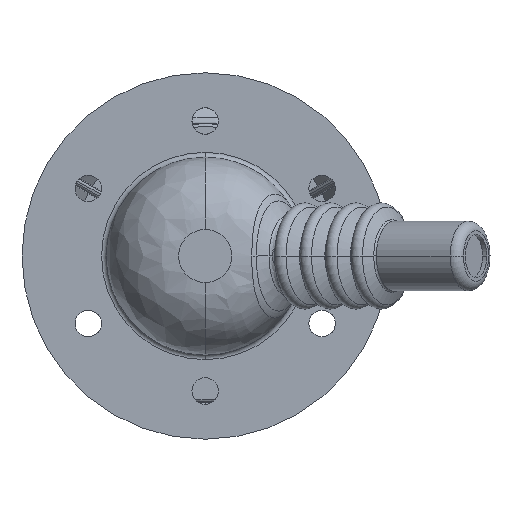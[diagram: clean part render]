
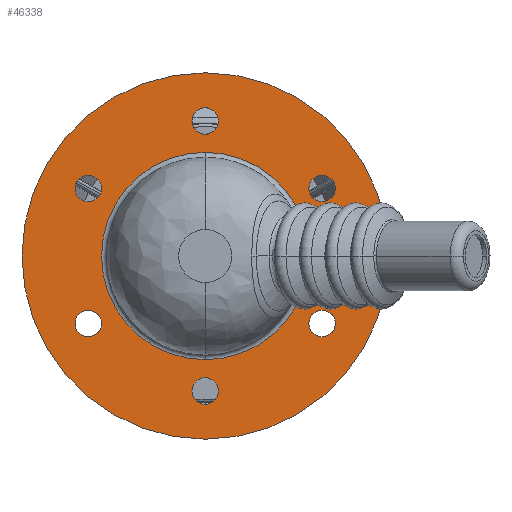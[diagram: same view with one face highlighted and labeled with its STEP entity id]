
A CAD part, left-side view. The second image highlights one B-rep face of the part: STEP entity #46338.
In plain terms, the highlighted planar face has unit normal (-1, 0, 0).
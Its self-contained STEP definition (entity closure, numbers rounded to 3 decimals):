
#10728=CARTESIAN_POINT('',(-35.,0.,0.));
#10729=DIRECTION('',(1.,0.,0.));
#10730=DIRECTION('',(0.,0.,1.));
#10731=AXIS2_PLACEMENT_3D('',#10728,#10729,#10730);
#10733=CARTESIAN_POINT('',(-35.,0.,0.));
#10734=DIRECTION('',(-1.,0.,0.));
#10735=DIRECTION('',(0.,0.,1.));
#10736=AXIS2_PLACEMENT_3D('',#10733,#10734,#10735);
#10738=CARTESIAN_POINT('',(-35.,-24.249,-14.));
#10739=DIRECTION('',(-1.,0.,0.));
#10740=DIRECTION('',(0.,0.,-1.));
#10741=AXIS2_PLACEMENT_3D('',#10738,#10739,#10740);
#10743=CARTESIAN_POINT('',(-35.,-24.249,-14.));
#10744=DIRECTION('',(-1.,0.,0.));
#10745=DIRECTION('',(0.,0.,1.));
#10746=AXIS2_PLACEMENT_3D('',#10743,#10744,#10745);
#10748=CARTESIAN_POINT('',(-35.,0.,28.));
#10749=DIRECTION('',(-1.,0.,0.));
#10750=DIRECTION('',(0.,0.,-1.));
#10751=AXIS2_PLACEMENT_3D('',#10748,#10749,#10750);
#10753=CARTESIAN_POINT('',(-35.,0.,28.));
#10754=DIRECTION('',(-1.,0.,0.));
#10755=DIRECTION('',(0.,0.,1.));
#10756=AXIS2_PLACEMENT_3D('',#10753,#10754,#10755);
#10758=CARTESIAN_POINT('',(-35.,24.249,-14.));
#10759=DIRECTION('',(-1.,0.,0.));
#10760=DIRECTION('',(0.,0.,-1.));
#10761=AXIS2_PLACEMENT_3D('',#10758,#10759,#10760);
#10763=CARTESIAN_POINT('',(-35.,24.249,-14.));
#10764=DIRECTION('',(-1.,0.,0.));
#10765=DIRECTION('',(0.,0.,1.));
#10766=AXIS2_PLACEMENT_3D('',#10763,#10764,#10765);
#10768=CARTESIAN_POINT('',(-35.,-24.249,14.));
#10769=DIRECTION('',(-1.,0.,0.));
#10770=DIRECTION('',(0.,0.,-1.));
#10771=AXIS2_PLACEMENT_3D('',#10768,#10769,#10770);
#10773=CARTESIAN_POINT('',(-35.,-24.249,14.));
#10774=DIRECTION('',(-1.,0.,0.));
#10775=DIRECTION('',(0.,0.,1.));
#10776=AXIS2_PLACEMENT_3D('',#10773,#10774,#10775);
#10778=CARTESIAN_POINT('',(-35.,24.249,14.));
#10779=DIRECTION('',(-1.,0.,0.));
#10780=DIRECTION('',(0.,0.,-1.));
#10781=AXIS2_PLACEMENT_3D('',#10778,#10779,#10780);
#10783=CARTESIAN_POINT('',(-35.,24.249,14.));
#10784=DIRECTION('',(-1.,0.,0.));
#10785=DIRECTION('',(0.,0.,1.));
#10786=AXIS2_PLACEMENT_3D('',#10783,#10784,#10785);
#10788=CARTESIAN_POINT('',(-35.,0.,-28.));
#10789=DIRECTION('',(-1.,0.,0.));
#10790=DIRECTION('',(0.,0.,-1.));
#10791=AXIS2_PLACEMENT_3D('',#10788,#10789,#10790);
#10793=CARTESIAN_POINT('',(-35.,0.,-28.));
#10794=DIRECTION('',(-1.,0.,0.));
#10795=DIRECTION('',(0.,0.,1.));
#10796=AXIS2_PLACEMENT_3D('',#10793,#10794,#10795);
#10798=CARTESIAN_POINT('',(-35.,0.,0.));
#10799=DIRECTION('',(1.,0.,0.));
#10800=DIRECTION('',(0.,0.,-1.));
#10801=AXIS2_PLACEMENT_3D('',#10798,#10799,#10800);
#10803=CARTESIAN_POINT('',(-35.,0.,0.));
#10804=DIRECTION('',(1.,0.,0.));
#10805=DIRECTION('',(0.,0.,1.));
#10806=AXIS2_PLACEMENT_3D('',#10803,#10804,#10805);
#30558=CARTESIAN_POINT('',(-35.,0.,38.));
#30560=VERTEX_POINT('',#30558);
#30566=CARTESIAN_POINT('',(-35.,0.,-38.));
#30568=VERTEX_POINT('',#30566);
#30585=CARTESIAN_POINT('',(-35.,-24.249,-16.75));
#30586=CARTESIAN_POINT('',(-35.,-24.249,-11.25));
#30587=VERTEX_POINT('',#30585);
#30588=VERTEX_POINT('',#30586);
#30589=CARTESIAN_POINT('',(-35.,0.,25.25));
#30590=CARTESIAN_POINT('',(-35.,0.,30.75));
#30591=VERTEX_POINT('',#30589);
#30592=VERTEX_POINT('',#30590);
#30593=CARTESIAN_POINT('',(-35.,24.249,-16.75));
#30594=CARTESIAN_POINT('',(-35.,24.249,-11.25));
#30595=VERTEX_POINT('',#30593);
#30596=VERTEX_POINT('',#30594);
#30601=CARTESIAN_POINT('',(-35.,0.,-21.5));
#30602=CARTESIAN_POINT('',(-35.,0.,21.5));
#30603=VERTEX_POINT('',#30601);
#30604=VERTEX_POINT('',#30602);
#32355=CARTESIAN_POINT('',(-35.,-24.249,11.25));
#32356=CARTESIAN_POINT('',(-35.,-24.249,16.75));
#32357=VERTEX_POINT('',#32355);
#32358=VERTEX_POINT('',#32356);
#32359=CARTESIAN_POINT('',(-35.,24.249,11.25));
#32360=CARTESIAN_POINT('',(-35.,24.249,16.75));
#32361=VERTEX_POINT('',#32359);
#32362=VERTEX_POINT('',#32360);
#32363=CARTESIAN_POINT('',(-35.,0.,-30.75));
#32364=CARTESIAN_POINT('',(-35.,0.,-25.25));
#32365=VERTEX_POINT('',#32363);
#32366=VERTEX_POINT('',#32364);
#46287=CARTESIAN_POINT('',(-35.,0.,0.));
#46288=DIRECTION('',(1.,0.,0.));
#46289=DIRECTION('',(0.,0.,-1.));
#46290=AXIS2_PLACEMENT_3D('',#46287,#46288,#46289);
#46291=PLANE('',#46290);
#46293=ORIENTED_EDGE('',*,*,#46292,.T.);
#46295=ORIENTED_EDGE('',*,*,#46294,.F.);
#46296=EDGE_LOOP('',(#46293,#46295));
#46297=FACE_OUTER_BOUND('',#46296,.F.);
#46299=ORIENTED_EDGE('',*,*,#46298,.T.);
#46301=ORIENTED_EDGE('',*,*,#46300,.T.);
#46302=EDGE_LOOP('',(#46299,#46301));
#46303=FACE_BOUND('',#46302,.F.);
#46305=ORIENTED_EDGE('',*,*,#46304,.T.);
#46307=ORIENTED_EDGE('',*,*,#46306,.T.);
#46308=EDGE_LOOP('',(#46305,#46307));
#46309=FACE_BOUND('',#46308,.F.);
#46311=ORIENTED_EDGE('',*,*,#46310,.T.);
#46313=ORIENTED_EDGE('',*,*,#46312,.T.);
#46314=EDGE_LOOP('',(#46311,#46313));
#46315=FACE_BOUND('',#46314,.F.);
#46316=ORIENTED_EDGE('',*,*,#46267,.T.);
#46317=ORIENTED_EDGE('',*,*,#46281,.T.);
#46318=EDGE_LOOP('',(#46316,#46317));
#46319=FACE_BOUND('',#46318,.F.);
#46321=ORIENTED_EDGE('',*,*,#46320,.T.);
#46323=ORIENTED_EDGE('',*,*,#46322,.T.);
#46324=EDGE_LOOP('',(#46321,#46323));
#46325=FACE_BOUND('',#46324,.F.);
#46327=ORIENTED_EDGE('',*,*,#46326,.T.);
#46329=ORIENTED_EDGE('',*,*,#46328,.T.);
#46330=EDGE_LOOP('',(#46327,#46329));
#46331=FACE_BOUND('',#46330,.F.);
#46333=ORIENTED_EDGE('',*,*,#46332,.F.);
#46335=ORIENTED_EDGE('',*,*,#46334,.F.);
#46336=EDGE_LOOP('',(#46333,#46335));
#46337=FACE_BOUND('',#46336,.F.);
#46338=ADVANCED_FACE('',(#46297,#46303,#46309,#46315,#46319,#46325,#46331,
#46337),#46291,.F.);
#10732=CIRCLE('',#10731,38.);
#10737=CIRCLE('',#10736,38.);
#10742=CIRCLE('',#10741,2.75);
#10747=CIRCLE('',#10746,2.75);
#10752=CIRCLE('',#10751,2.75);
#10757=CIRCLE('',#10756,2.75);
#10762=CIRCLE('',#10761,2.75);
#10767=CIRCLE('',#10766,2.75);
#10772=CIRCLE('',#10771,2.75);
#10777=CIRCLE('',#10776,2.75);
#10782=CIRCLE('',#10781,2.75);
#10787=CIRCLE('',#10786,2.75);
#10792=CIRCLE('',#10791,2.75);
#10797=CIRCLE('',#10796,2.75);
#10802=CIRCLE('',#10801,21.5);
#10807=CIRCLE('',#10806,21.5);
#46267=EDGE_CURVE('',#32357,#32358,#10772,.T.);
#46281=EDGE_CURVE('',#32358,#32357,#10777,.T.);
#46292=EDGE_CURVE('',#30560,#30568,#10732,.T.);
#46294=EDGE_CURVE('',#30560,#30568,#10737,.T.);
#46298=EDGE_CURVE('',#30587,#30588,#10742,.T.);
#46300=EDGE_CURVE('',#30588,#30587,#10747,.T.);
#46304=EDGE_CURVE('',#30591,#30592,#10752,.T.);
#46306=EDGE_CURVE('',#30592,#30591,#10757,.T.);
#46310=EDGE_CURVE('',#30595,#30596,#10762,.T.);
#46312=EDGE_CURVE('',#30596,#30595,#10767,.T.);
#46320=EDGE_CURVE('',#32361,#32362,#10782,.T.);
#46322=EDGE_CURVE('',#32362,#32361,#10787,.T.);
#46326=EDGE_CURVE('',#32365,#32366,#10792,.T.);
#46328=EDGE_CURVE('',#32366,#32365,#10797,.T.);
#46332=EDGE_CURVE('',#30603,#30604,#10802,.T.);
#46334=EDGE_CURVE('',#30604,#30603,#10807,.T.);
